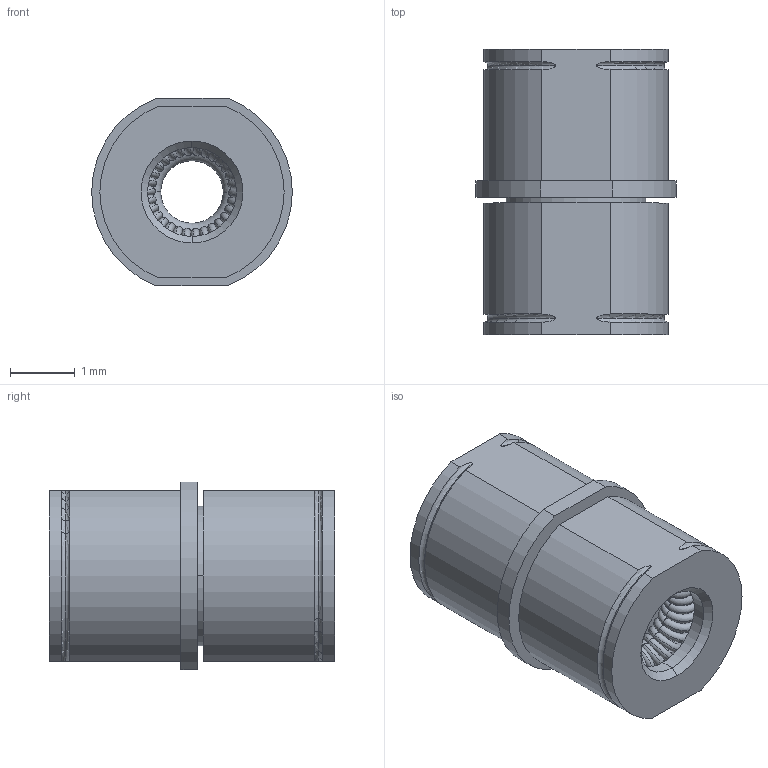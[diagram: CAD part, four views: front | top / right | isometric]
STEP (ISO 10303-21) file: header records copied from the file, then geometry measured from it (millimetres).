
FILE_DESCRIPTION (( 'STEP AP203' ), '1' );
FILE_NAME ('NNP-DWG-135-004-000 SA, BalSeal Stack Assembly.STEP', '2024-08-12T19:59:05', ( '' ), ( '' ), 'SwSTEP 2.0', 'SolidWorks 2024', '' );
FILE_SCHEMA (( 'CONFIG_CONTROL_DESIGN' ));
Length unit declared in the file: inch
Products named in the file (9): NNP-DWG-135-003-000 SA, Balseal, CCW; NNP-DWG-130-011-000 Balseal, Conductor; NNP-DWG-130-013-001 Balseal, Washer, CW; NNP-DWG-135-002-000 SA, Balseal, CW; NNP-DWG-130-012-001 Balseal, Spring, CW; NNP-DWG-135-004-000 SA, BalSeal Stack Assembly; NNP-DWG-130-013-002 Balseal, Washer, CCW; NNP-DWG-130-005-000 BalSeal Assembly, Internal Cavity Single Seal_COMPRESSED; NNP-DWG-130-012-002 Balseal, Spring, CCW
Assembly tree (9 placements, depth 3):
  NNP-DWG-135-004-000 SA, BalSeal Stack Assembly
    NNP-DWG-135-002-000 SA, Balseal, CW
      NNP-DWG-130-011-000 Balseal, Conductor
      NNP-DWG-130-012-001 Balseal, Spring, CW
      NNP-DWG-130-013-001 Balseal, Washer, CW
    NNP-DWG-135-003-000 SA, Balseal, CCW
      NNP-DWG-130-013-002 Balseal, Washer, CCW
      NNP-DWG-130-012-002 Balseal, Spring, CCW
      NNP-DWG-130-011-000 Balseal, Conductor
    NNP-DWG-130-005-000 BalSeal Assembly, Internal Cavity Single Seal_COMPRESSED
Bounding box: 3.1 x 4.41 x 2.9 mm (x, y, z)
Volume: 18.1 mm3; surface area: 166.2 mm2
Topology: 65 solids, 65 shells, 337 faces, 693 edges, 372 vertices
Faces by surface type: torus 260, cylinder 35, plane 22, cone 20
Entity records: 9450 total; most frequent: DIRECTION 1857, CARTESIAN_POINT 1372, ORIENTED_EDGE 1274, AXIS2_PLACEMENT_3D 901, EDGE_CURVE 637, CIRCLE 574, VERTEX_POINT 336, EDGE_LOOP 325
